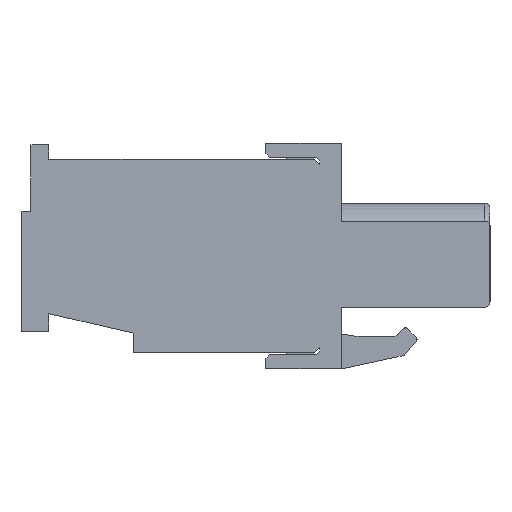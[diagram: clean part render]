
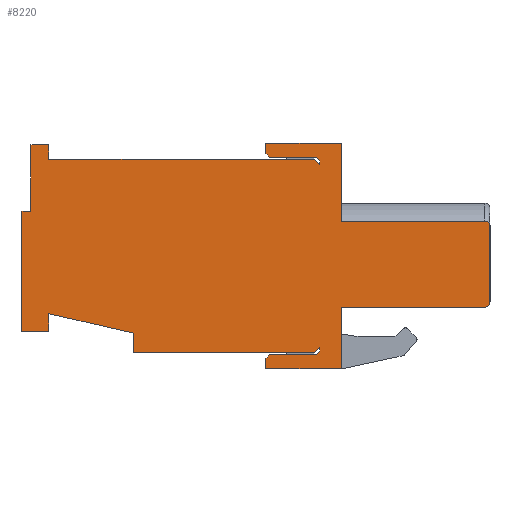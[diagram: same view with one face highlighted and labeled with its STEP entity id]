
A CAD part, left-side view. The second image highlights one B-rep face of the part: STEP entity #8220.
In plain terms, the highlighted planar face has unit normal (-1, 0, 0).
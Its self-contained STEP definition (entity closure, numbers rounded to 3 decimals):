
#6007=CARTESIAN_POINT('',(-51.45,4.,-5.5));
#6008=VERTEX_POINT('',#6007);
#6015=CARTESIAN_POINT('',(-51.45,1.4,-5.5));
#6016=VERTEX_POINT('',#6015);
#6017=CARTESIAN_POINT('',(-51.45,4.,-5.5));
#6018=DIRECTION('',(0.,-1.,0.));
#6019=VECTOR('',#6018,2.6);
#6020=LINE('',#6017,#6019);
#6021=EDGE_CURVE('',#6008,#6016,#6020,.T.);
#6583=CARTESIAN_POINT('',(-51.45,0.,-2.85));
#6584=VERTEX_POINT('',#6583);
#6591=CARTESIAN_POINT('',(-51.45,0.,-6.3));
#6592=VERTEX_POINT('',#6591);
#6593=CARTESIAN_POINT('',(-51.45,0.,-2.85));
#6594=DIRECTION('',(0.,0.,-1.));
#6595=VECTOR('',#6594,3.45);
#6596=LINE('',#6593,#6595);
#6597=EDGE_CURVE('',#6584,#6592,#6596,.T.);
#6743=CARTESIAN_POINT('',(-51.45,4.2,-6.3));
#6744=VERTEX_POINT('',#6743);
#6745=CARTESIAN_POINT('',(-51.45,0.,-6.3));
#6746=DIRECTION('',(0.,1.,0.));
#6747=VECTOR('',#6746,4.2);
#6748=LINE('',#6745,#6747);
#6749=EDGE_CURVE('',#6592,#6744,#6748,.T.);
#7937=CARTESIAN_POINT('',(-51.45,4.2,-5.7));
#7938=VERTEX_POINT('',#7937);
#7945=CARTESIAN_POINT('',(-51.45,4.2,-5.7));
#7946=DIRECTION('',(0.,-0.707,0.707));
#7947=VECTOR('',#7946,0.283);
#7948=LINE('',#7945,#7947);
#7949=EDGE_CURVE('',#7938,#6008,#7948,.T.);
#7987=CARTESIAN_POINT('',(-51.45,1.2,0.));
#7988=DIRECTION('',(0.,0.,1.));
#7989=DIRECTION('',(-1.,0.,0.));
#7990=AXIS2_PLACEMENT_3D('',#7987,#7989,#7988);
#7991=PLANE('',#7990);
#7992=CARTESIAN_POINT('',(-51.45,1.2,-5.3));
#7993=VERTEX_POINT('',#7992);
#7994=CARTESIAN_POINT('',(-51.45,1.2,-5.1));
#7995=VERTEX_POINT('',#7994);
#7996=CARTESIAN_POINT('',(-51.45,1.2,-5.3));
#7997=DIRECTION('',(0.,0.,1.));
#7998=VECTOR('',#7997,0.2);
#7999=LINE('',#7996,#7998);
#8000=EDGE_CURVE('',#7993,#7995,#7999,.T.);
#8001=ORIENTED_EDGE('',*,*,#8000,.F.);
#8002=CARTESIAN_POINT('',(-51.45,1.2,-5.3));
#8003=DIRECTION('',(0.,0.707,-0.707));
#8004=VECTOR('',#8003,0.283);
#8005=LINE('',#8002,#8004);
#8006=EDGE_CURVE('',#7993,#6016,#8005,.T.);
#8007=ORIENTED_EDGE('',*,*,#8006,.T.);
#8008=ORIENTED_EDGE('',*,*,#6021,.F.);
#8009=ORIENTED_EDGE('',*,*,#7949,.F.);
#8010=CARTESIAN_POINT('',(-51.45,4.2,-5.7));
#8011=DIRECTION('',(0.,0.,-1.));
#8012=VECTOR('',#8011,0.6);
#8013=LINE('',#8010,#8012);
#8014=EDGE_CURVE('',#7938,#6744,#8013,.T.);
#8015=ORIENTED_EDGE('',*,*,#8014,.T.);
#8016=ORIENTED_EDGE('',*,*,#6749,.F.);
#8017=ORIENTED_EDGE('',*,*,#6597,.F.);
#8018=CARTESIAN_POINT('',(-51.45,-8.,-2.85));
#8019=VERTEX_POINT('',#8018);
#8020=CARTESIAN_POINT('',(-51.45,0.,-2.85));
#8021=DIRECTION('',(0.,-1.,0.));
#8022=VECTOR('',#8021,8.);
#8023=LINE('',#8020,#8022);
#8024=EDGE_CURVE('',#6584,#8019,#8023,.T.);
#8025=ORIENTED_EDGE('',*,*,#8024,.T.);
#8026=CARTESIAN_POINT('',(-51.45,-8.3,-2.55));
#8027=VERTEX_POINT('',#8026);
#8028=CARTESIAN_POINT('',(-51.45,-8.,-2.55));
#8029=DIRECTION('',(0.,0.,-1.));
#8030=DIRECTION('',(-1.,0.,0.));
#8031=AXIS2_PLACEMENT_3D('',#8028,#8030,#8029);
#8032=CIRCLE('',#8031,0.3);
#8033=EDGE_CURVE('',#8019,#8027,#8032,.T.);
#8034=ORIENTED_EDGE('',*,*,#8033,.T.);
#8035=CARTESIAN_POINT('',(-51.45,-8.3,1.65));
#8036=VERTEX_POINT('',#8035);
#8037=CARTESIAN_POINT('',(-51.45,-8.3,-2.55));
#8038=DIRECTION('',(0.,0.,1.));
#8039=VECTOR('',#8038,4.2);
#8040=LINE('',#8037,#8039);
#8041=EDGE_CURVE('',#8027,#8036,#8040,.T.);
#8042=ORIENTED_EDGE('',*,*,#8041,.T.);
#8043=CARTESIAN_POINT('',(-51.45,-8.,1.95));
#8044=VERTEX_POINT('',#8043);
#8045=CARTESIAN_POINT('',(-51.45,-8.,1.65));
#8046=DIRECTION('',(0.,-1.,0.));
#8047=DIRECTION('',(-1.,0.,0.));
#8048=AXIS2_PLACEMENT_3D('',#8045,#8047,#8046);
#8049=CIRCLE('',#8048,0.3);
#8050=EDGE_CURVE('',#8036,#8044,#8049,.T.);
#8051=ORIENTED_EDGE('',*,*,#8050,.T.);
#8052=CARTESIAN_POINT('',(-51.45,0.,1.95));
#8053=VERTEX_POINT('',#8052);
#8054=CARTESIAN_POINT('',(-51.45,-8.,1.95));
#8055=DIRECTION('',(0.,1.,0.));
#8056=VECTOR('',#8055,8.);
#8057=LINE('',#8054,#8056);
#8058=EDGE_CURVE('',#8044,#8053,#8057,.T.);
#8059=ORIENTED_EDGE('',*,*,#8058,.T.);
#8060=CARTESIAN_POINT('',(-51.45,0.,6.3));
#8061=VERTEX_POINT('',#8060);
#8062=CARTESIAN_POINT('',(-51.45,0.,1.95));
#8063=DIRECTION('',(0.,0.,1.));
#8064=VECTOR('',#8063,4.35);
#8065=LINE('',#8062,#8064);
#8066=EDGE_CURVE('',#8053,#8061,#8065,.T.);
#8067=ORIENTED_EDGE('',*,*,#8066,.T.);
#8068=CARTESIAN_POINT('',(-51.45,4.2,6.3));
#8069=VERTEX_POINT('',#8068);
#8070=CARTESIAN_POINT('',(-51.45,0.,6.3));
#8071=DIRECTION('',(0.,1.,0.));
#8072=VECTOR('',#8071,4.2);
#8073=LINE('',#8070,#8072);
#8074=EDGE_CURVE('',#8061,#8069,#8073,.T.);
#8075=ORIENTED_EDGE('',*,*,#8074,.T.);
#8076=CARTESIAN_POINT('',(-51.45,4.2,5.7));
#8077=VERTEX_POINT('',#8076);
#8078=CARTESIAN_POINT('',(-51.45,4.2,6.3));
#8079=DIRECTION('',(0.,0.,-1.));
#8080=VECTOR('',#8079,0.6);
#8081=LINE('',#8078,#8080);
#8082=EDGE_CURVE('',#8069,#8077,#8081,.T.);
#8083=ORIENTED_EDGE('',*,*,#8082,.T.);
#8084=CARTESIAN_POINT('',(-51.45,4.,5.5));
#8085=VERTEX_POINT('',#8084);
#8086=CARTESIAN_POINT('',(-51.45,4.2,5.7));
#8087=DIRECTION('',(0.,-0.707,-0.707));
#8088=VECTOR('',#8087,0.283);
#8089=LINE('',#8086,#8088);
#8090=EDGE_CURVE('',#8077,#8085,#8089,.T.);
#8091=ORIENTED_EDGE('',*,*,#8090,.T.);
#8092=CARTESIAN_POINT('',(-51.45,1.4,5.5));
#8093=VERTEX_POINT('',#8092);
#8094=CARTESIAN_POINT('',(-51.45,4.,5.5));
#8095=DIRECTION('',(0.,-1.,0.));
#8096=VECTOR('',#8095,2.6);
#8097=LINE('',#8094,#8096);
#8098=EDGE_CURVE('',#8085,#8093,#8097,.T.);
#8099=ORIENTED_EDGE('',*,*,#8098,.T.);
#8100=CARTESIAN_POINT('',(-51.45,1.2,5.3));
#8101=VERTEX_POINT('',#8100);
#8102=CARTESIAN_POINT('',(-51.45,1.4,5.5));
#8103=DIRECTION('',(0.,-0.707,-0.707));
#8104=VECTOR('',#8103,0.283);
#8105=LINE('',#8102,#8104);
#8106=EDGE_CURVE('',#8093,#8101,#8105,.T.);
#8107=ORIENTED_EDGE('',*,*,#8106,.T.);
#8108=CARTESIAN_POINT('',(-51.45,1.2,5.1));
#8109=VERTEX_POINT('',#8108);
#8110=CARTESIAN_POINT('',(-51.45,1.2,5.1));
#8111=DIRECTION('',(0.,0.,1.));
#8112=VECTOR('',#8111,0.2);
#8113=LINE('',#8110,#8112);
#8114=EDGE_CURVE('',#8109,#8101,#8113,.T.);
#8115=ORIENTED_EDGE('',*,*,#8114,.F.);
#8116=CARTESIAN_POINT('',(-51.45,1.5,5.4));
#8117=VERTEX_POINT('',#8116);
#8118=CARTESIAN_POINT('',(-51.45,1.5,5.4));
#8119=DIRECTION('',(0.,-0.707,-0.707));
#8120=VECTOR('',#8119,0.424);
#8121=LINE('',#8118,#8120);
#8122=EDGE_CURVE('',#8117,#8109,#8121,.T.);
#8123=ORIENTED_EDGE('',*,*,#8122,.F.);
#8124=CARTESIAN_POINT('',(-51.45,16.3,5.4));
#8125=VERTEX_POINT('',#8124);
#8126=CARTESIAN_POINT('',(-51.45,1.5,5.4));
#8127=DIRECTION('',(0.,1.,0.));
#8128=VECTOR('',#8127,14.8);
#8129=LINE('',#8126,#8128);
#8130=EDGE_CURVE('',#8117,#8125,#8129,.T.);
#8131=ORIENTED_EDGE('',*,*,#8130,.T.);
#8132=CARTESIAN_POINT('',(-51.45,16.3,6.2));
#8133=VERTEX_POINT('',#8132);
#8134=CARTESIAN_POINT('',(-51.45,16.3,5.4));
#8135=DIRECTION('',(0.,0.,1.));
#8136=VECTOR('',#8135,0.8);
#8137=LINE('',#8134,#8136);
#8138=EDGE_CURVE('',#8125,#8133,#8137,.T.);
#8139=ORIENTED_EDGE('',*,*,#8138,.T.);
#8140=CARTESIAN_POINT('',(-51.45,17.3,6.2));
#8141=VERTEX_POINT('',#8140);
#8142=CARTESIAN_POINT('',(-51.45,16.3,6.2));
#8143=DIRECTION('',(0.,1.,0.));
#8144=VECTOR('',#8143,1.);
#8145=LINE('',#8142,#8144);
#8146=EDGE_CURVE('',#8133,#8141,#8145,.T.);
#8147=ORIENTED_EDGE('',*,*,#8146,.T.);
#8148=CARTESIAN_POINT('',(-51.45,17.3,2.5));
#8149=VERTEX_POINT('',#8148);
#8150=CARTESIAN_POINT('',(-51.45,17.3,6.2));
#8151=DIRECTION('',(0.,0.,-1.));
#8152=VECTOR('',#8151,3.7);
#8153=LINE('',#8150,#8152);
#8154=EDGE_CURVE('',#8141,#8149,#8153,.T.);
#8155=ORIENTED_EDGE('',*,*,#8154,.T.);
#8156=CARTESIAN_POINT('',(-51.45,17.8,2.5));
#8157=VERTEX_POINT('',#8156);
#8158=CARTESIAN_POINT('',(-51.45,17.3,2.5));
#8159=DIRECTION('',(0.,1.,0.));
#8160=VECTOR('',#8159,0.5);
#8161=LINE('',#8158,#8160);
#8162=EDGE_CURVE('',#8149,#8157,#8161,.T.);
#8163=ORIENTED_EDGE('',*,*,#8162,.T.);
#8164=CARTESIAN_POINT('',(-51.45,17.8,-4.2));
#8165=VERTEX_POINT('',#8164);
#8166=CARTESIAN_POINT('',(-51.45,17.8,2.5));
#8167=DIRECTION('',(0.,0.,-1.));
#8168=VECTOR('',#8167,6.7);
#8169=LINE('',#8166,#8168);
#8170=EDGE_CURVE('',#8157,#8165,#8169,.T.);
#8171=ORIENTED_EDGE('',*,*,#8170,.T.);
#8172=CARTESIAN_POINT('',(-51.45,16.3,-4.2));
#8173=VERTEX_POINT('',#8172);
#8174=CARTESIAN_POINT('',(-51.45,17.8,-4.2));
#8175=DIRECTION('',(0.,-1.,0.));
#8176=VECTOR('',#8175,1.5);
#8177=LINE('',#8174,#8176);
#8178=EDGE_CURVE('',#8165,#8173,#8177,.T.);
#8179=ORIENTED_EDGE('',*,*,#8178,.T.);
#8180=CARTESIAN_POINT('',(-51.45,16.3,-3.215));
#8181=VERTEX_POINT('',#8180);
#8182=CARTESIAN_POINT('',(-51.45,16.3,-4.2));
#8183=DIRECTION('',(0.,0.,1.));
#8184=VECTOR('',#8183,0.985);
#8185=LINE('',#8182,#8184);
#8186=EDGE_CURVE('',#8173,#8181,#8185,.T.);
#8187=ORIENTED_EDGE('',*,*,#8186,.T.);
#8188=CARTESIAN_POINT('',(-51.45,11.6,-4.3));
#8189=VERTEX_POINT('',#8188);
#8190=CARTESIAN_POINT('',(-51.45,16.3,-3.215));
#8191=DIRECTION('',(0.,-0.974,-0.225));
#8192=VECTOR('',#8191,4.824);
#8193=LINE('',#8190,#8192);
#8194=EDGE_CURVE('',#8181,#8189,#8193,.T.);
#8195=ORIENTED_EDGE('',*,*,#8194,.T.);
#8196=CARTESIAN_POINT('',(-51.45,11.6,-5.4));
#8197=VERTEX_POINT('',#8196);
#8198=CARTESIAN_POINT('',(-51.45,11.6,-4.3));
#8199=DIRECTION('',(0.,0.,-1.));
#8200=VECTOR('',#8199,1.1);
#8201=LINE('',#8198,#8200);
#8202=EDGE_CURVE('',#8189,#8197,#8201,.T.);
#8203=ORIENTED_EDGE('',*,*,#8202,.T.);
#8204=CARTESIAN_POINT('',(-51.45,1.5,-5.4));
#8205=VERTEX_POINT('',#8204);
#8206=CARTESIAN_POINT('',(-51.45,11.6,-5.4));
#8207=DIRECTION('',(0.,-1.,0.));
#8208=VECTOR('',#8207,10.1);
#8209=LINE('',#8206,#8208);
#8210=EDGE_CURVE('',#8197,#8205,#8209,.T.);
#8211=ORIENTED_EDGE('',*,*,#8210,.T.);
#8212=CARTESIAN_POINT('',(-51.45,1.5,-5.4));
#8213=DIRECTION('',(0.,-0.707,0.707));
#8214=VECTOR('',#8213,0.424);
#8215=LINE('',#8212,#8214);
#8216=EDGE_CURVE('',#8205,#7995,#8215,.T.);
#8217=ORIENTED_EDGE('',*,*,#8216,.T.);
#8218=EDGE_LOOP('',(#8001,#8007,#8008,#8009,#8015,#8016,#8017,#8025,#8034,#8042,#8051,#8059,#8067,#8075,#8083,#8091,#8099,#8107,#8115,#8123,#8131,#8139,#8147,#8155,#8163,#8171,#8179,#8187,#8195,#8203,#8211,#8217));
#8219=FACE_OUTER_BOUND('',#8218,.T.);
#8220=ADVANCED_FACE('',(#8219),#7991,.T.);
